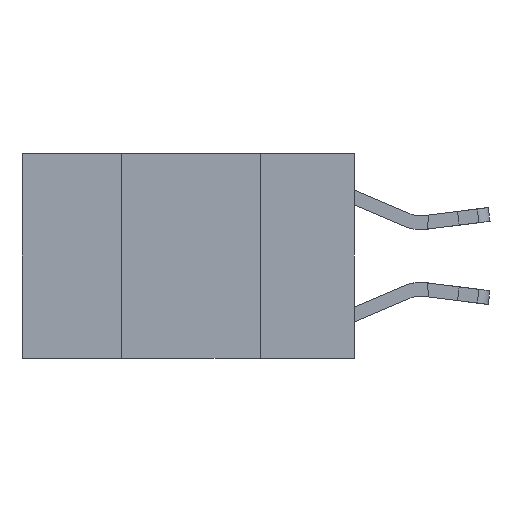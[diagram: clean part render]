
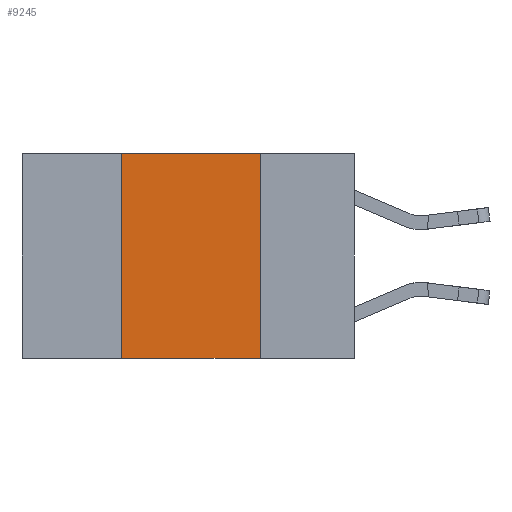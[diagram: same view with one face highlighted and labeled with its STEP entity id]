
A CAD part, left-side view. The second image highlights one B-rep face of the part: STEP entity #9245.
In plain terms, the highlighted planar face has unit normal (-1, 0, 0).
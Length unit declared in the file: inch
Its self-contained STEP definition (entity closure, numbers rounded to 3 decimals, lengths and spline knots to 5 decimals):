
#167 = EDGE_CURVE ( 'NONE', #5470, #13607, #4907, .T. ) ;
#241 = EDGE_CURVE ( 'NONE', #5470, #13635, #9759, .T. ) ;
#261 = EDGE_CURVE ( 'NONE', #12831, #13635, #12100, .T. ) ;
#334 = CARTESIAN_POINT ( 'NONE',  ( 0., 0.6, 0. ) ) ;
#745 = DIRECTION ( 'NONE',  ( 0., 0., 1. ) ) ;
#806 = CARTESIAN_POINT ( 'NONE',  ( 0., 0.42, 0. ) ) ;
#1541 = PLANE ( 'NONE',  #6670 ) ;
#1994 = CARTESIAN_POINT ( 'NONE',  ( 0., 0.17, -0.37 ) ) ;
#2057 = CARTESIAN_POINT ( 'NONE',  ( 0., 0.6, 0. ) ) ;
#2474 = DIRECTION ( 'NONE',  ( 0., -1., 0. ) ) ;
#3035 = VECTOR ( 'NONE', #9531, 39.37008 ) ;
#3229 = LINE ( 'NONE', #2057, #6084 ) ;
#4907 = LINE ( 'NONE', #806, #8111 ) ;
#5470 = VERTEX_POINT ( 'NONE', #15002 ) ;
#5535 = CARTESIAN_POINT ( 'NONE',  ( 0., 0.42, 0. ) ) ;
#6084 = VECTOR ( 'NONE', #9174, 39.37008 ) ;
#6266 = VECTOR ( 'NONE', #2474, 39.37008 ) ;
#6322 = EDGE_CURVE ( 'NONE', #13607, #12831, #3229, .T. ) ;
#6458 = FACE_OUTER_BOUND ( 'NONE', #8231, .T. ) ;
#6670 = AXIS2_PLACEMENT_3D ( 'NONE', #334, #13200, #9807 ) ;
#8111 = VECTOR ( 'NONE', #745, 39.37008 ) ;
#8231 = EDGE_LOOP ( 'NONE', ( #8790, #8928, #9021, #9139 ) ) ;
#8790 = ORIENTED_EDGE ( 'NONE', *, *, #261, .F. ) ;
#8928 = ORIENTED_EDGE ( 'NONE', *, *, #6322, .F. ) ;
#9021 = ORIENTED_EDGE ( 'NONE', *, *, #167, .F. ) ;
#9139 = ORIENTED_EDGE ( 'NONE', *, *, #241, .T. ) ;
#9174 = DIRECTION ( 'NONE',  ( 0., -1., 0. ) ) ;
#9245 = ADVANCED_FACE ( 'NONE', ( #6458 ), #1541, .F. ) ;
#9531 = DIRECTION ( 'NONE',  ( 0., 0., -1. ) ) ;
#9759 = LINE ( 'NONE', #11751, #6266 ) ;
#9807 = DIRECTION ( 'NONE',  ( 0., 0., -1. ) ) ;
#10079 = CARTESIAN_POINT ( 'NONE',  ( 0., 0.17, 0. ) ) ;
#11751 = CARTESIAN_POINT ( 'NONE',  ( 0., 0.6, -0.37 ) ) ;
#12100 = LINE ( 'NONE', #14878, #3035 ) ;
#12831 = VERTEX_POINT ( 'NONE', #10079 ) ;
#13200 = DIRECTION ( 'NONE',  ( 1., 0., 0. ) ) ;
#13607 = VERTEX_POINT ( 'NONE', #5535 ) ;
#13635 = VERTEX_POINT ( 'NONE', #1994 ) ;
#14878 = CARTESIAN_POINT ( 'NONE',  ( 0., 0.17, 0. ) ) ;
#15002 = CARTESIAN_POINT ( 'NONE',  ( 0., 0.42, -0.37 ) ) ;
